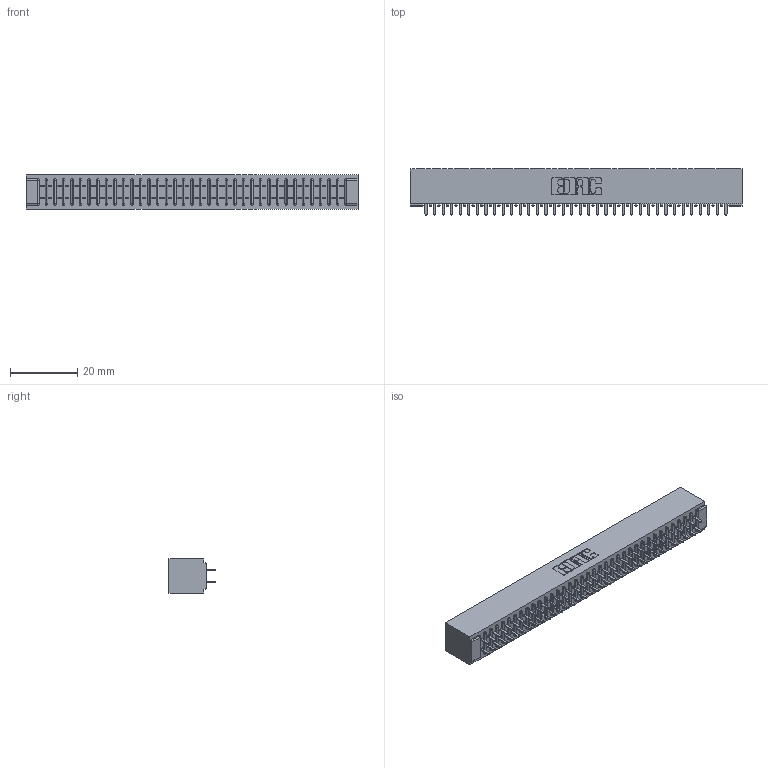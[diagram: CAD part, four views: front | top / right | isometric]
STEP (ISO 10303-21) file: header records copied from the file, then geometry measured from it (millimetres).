
FILE_DESCRIPTION (( 'STEP AP203' ), '1' );
FILE_NAME ('341-072-524-201.STEP', '2018-08-07T19:58:20', ( '' ), ( '' ), 'SwSTEP 2.0', 'SolidWorks 2016', '' );
FILE_SCHEMA (( 'CONFIG_CONTROL_DESIGN' ));
Length unit declared in the file: inch
Products named in the file (3): 341-292-001_341-292-124; 341-072-524-201; 341 Part_No Mounting Lugs
Assembly tree (73 placements, depth 2):
  341-072-524-201
    341 Part_No Mounting Lugs
    341-292-001_341-292-124  x72
Bounding box: 98.42 x 13.64 x 10.16 mm (x, y, z)
Volume: 7492 mm3; surface area: 13633.2 mm2
Topology: 73 solids, 73 shells, 4860 faces, 14080 edges, 9118 vertices
Faces by surface type: plane 2944, cylinder 1772, sphere 74, torus 70
Entity records: 44089 total; most frequent: CARTESIAN_POINT 7328, ORIENTED_EDGE 7280, DIRECTION 7114, EDGE_CURVE 3640, LINE 2938, VECTOR 2938, VERTEX_POINT 2302, AXIS2_PLACEMENT_3D 2088
